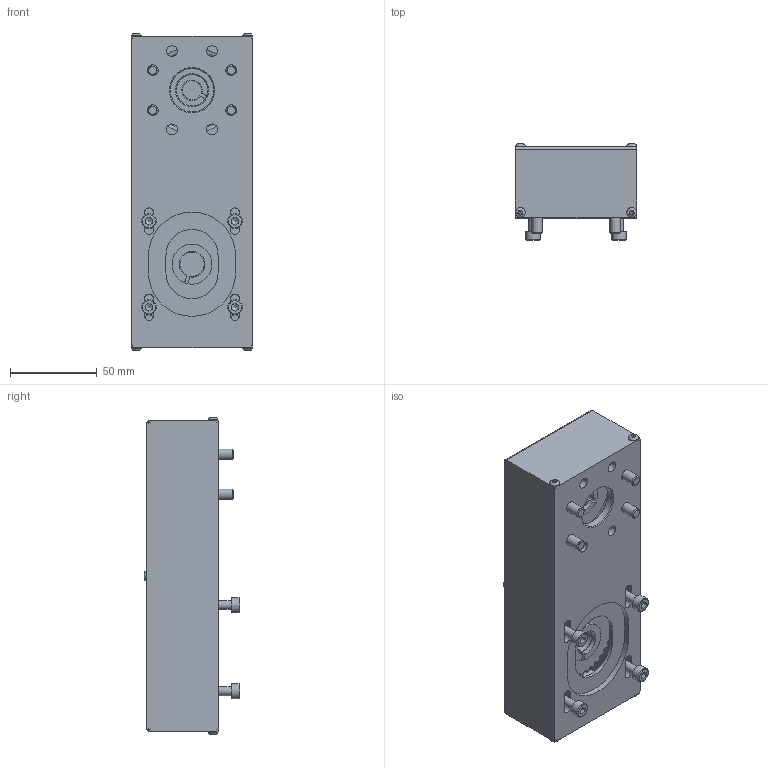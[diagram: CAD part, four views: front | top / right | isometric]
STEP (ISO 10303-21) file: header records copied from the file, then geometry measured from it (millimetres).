
FILE_DESCRIPTION((''),'2;1');
FILE_NAME('MSD CTV110 T1 _ 1 ECMA CX0602.stp','2013-01-16T07:37:08',('MFrelih'),(''),'Autodesk Inventor 2012','Autodesk Inventor 2012','');
FILE_SCHEMA(('AUTOMOTIVE_DESIGN { 1 0 10303 214 1 1 1 1 }'));
Length unit declared in the file: millimetre
Products named in the file (1): MSD CTV110 T1 _ 1 ECMA CX0602
Bounding box: 70 x 55.15 x 182.3 mm (x, y, z)
Volume: 215184.3 mm3; surface area: 124194.7 mm2
Topology: 2 solids, 22 shells, 1037 faces, 2708 edges, 1736 vertices
Faces by surface type: cylinder 503, plane 441, cone 57, torus 30, bspline 6
Full cylindrical faces by diameter (mm): 2.459 x6, 3 x6, 3.141 x8, 4 x14, 4.3 x8, 5 x8, 5.2 x2, 5.7 x6, 6 x4, 6.2 x8, 7 x8, 8.5 x4, 10 x4, 25 x1, 30 x1, 32 x1, 33 x1, 36 x1, 38 x1, 39 x3, 50 x2
Entity records: 31687 total; most frequent: DIRECTION 5780, CARTESIAN_POINT 5582, ORIENTED_EDGE 4882, EDGE_CURVE 2441, AXIS2_PLACEMENT_3D 2399, VERTEX_POINT 1655, CIRCLE 1367, EDGE_LOOP 1326
